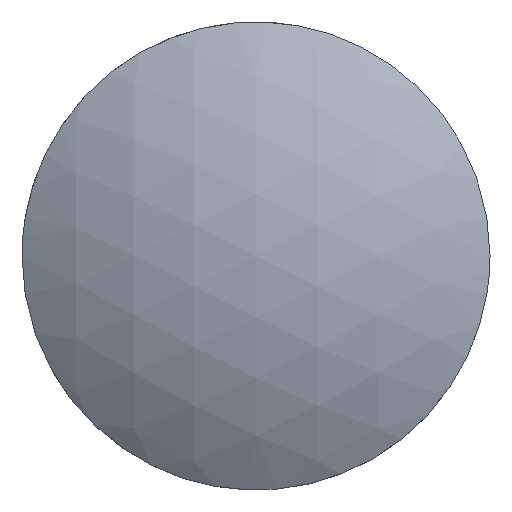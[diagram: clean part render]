
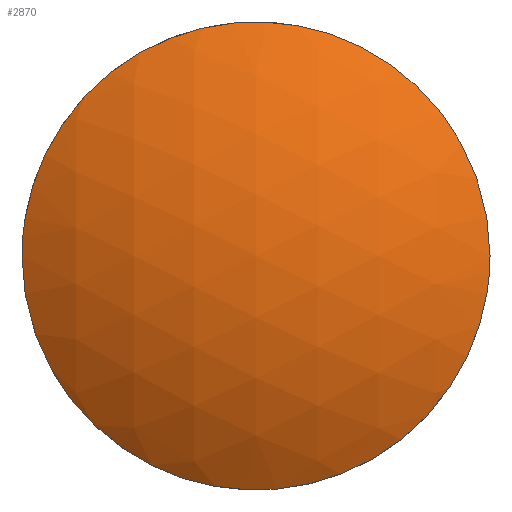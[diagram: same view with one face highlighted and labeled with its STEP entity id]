
A CAD part, top view. The second image highlights one B-rep face of the part: STEP entity #2870.
In plain terms, the highlighted spherical face has radius 22.713 mm.
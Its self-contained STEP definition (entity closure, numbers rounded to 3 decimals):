
#190 = CARTESIAN_POINT ('', (-12.5, 0., 9.401));
#200 = VERTEX_POINT ('', #190);
#260 = CARTESIAN_POINT ('', (12.5, 0., 9.401));
#270 = VERTEX_POINT ('', #260);
#280 = CARTESIAN_POINT ('', (12.5, 0., 9.401));
#290 = CARTESIAN_POINT ('', (12.5, 12.5, 9.401));
#300 = CARTESIAN_POINT ('', (0., 12.5, 9.401));
#310 = CARTESIAN_POINT ('', (-12.5, 12.5, 9.401));
#320 = CARTESIAN_POINT ('', (-12.5, 0., 9.401));
#330 = (
   BOUNDED_CURVE ()
   B_SPLINE_CURVE (2, (#280, #290, #300, #310, #320), .UNSPECIFIED., .F., .U.)
   B_SPLINE_CURVE_WITH_KNOTS ((3, 2, 3), (0., 1.571, 3.142), .UNSPECIFIED.)
   CURVE ()
   GEOMETRIC_REPRESENTATION_ITEM ()
   RATIONAL_B_SPLINE_CURVE ((1., 0.707, 1., 0.707, 1.))
   REPRESENTATION_ITEM ('')
);
#340 = EDGE_CURVE ('', #270, #200, #330, .T.);
#580 = CARTESIAN_POINT ('', (-12.5, 0., 9.401));
#590 = CARTESIAN_POINT ('', (-12.5, -12.5, 9.401));
#600 = CARTESIAN_POINT ('', (0., -12.5, 9.401));
#610 = CARTESIAN_POINT ('', (12.5, -12.5, 9.401));
#620 = CARTESIAN_POINT ('', (12.5, 0., 9.401));
#630 = (
   BOUNDED_CURVE ()
   B_SPLINE_CURVE (2, (#580, #590, #600, #610, #620), .UNSPECIFIED., .F., .U.)
   B_SPLINE_CURVE_WITH_KNOTS ((3, 2, 3), (3.142, 4.712, 6.283), .UNSPECIFIED.)
   CURVE ()
   GEOMETRIC_REPRESENTATION_ITEM ()
   RATIONAL_B_SPLINE_CURVE ((1., 0.707, 1., 0.707, 1.))
   REPRESENTATION_ITEM ('')
);
#640 = EDGE_CURVE ('', #200, #270, #630, .T.);
#2780 = ORIENTED_EDGE ('', *, *, #340, .T.);
#2790 = ORIENTED_EDGE ('', *, *, #640, .T.);
#2800 = EDGE_LOOP ('', (#2780, #2790));
#2810 = FACE_OUTER_BOUND ('', #2800, .T.);
#2820 = CARTESIAN_POINT ('', (0., 0., -9.563));
#2830 = DIRECTION ('', (-1., 0., 0.));
#2840 = DIRECTION ('', (0., -1., 0.));
#2850 = AXIS2_PLACEMENT_3D ('', #2820, #2830, #2840);
#2860 = SPHERICAL_SURFACE ('', #2850, 22.713);
#2870 = ADVANCED_FACE ('', (#2810), #2860, .T.);
